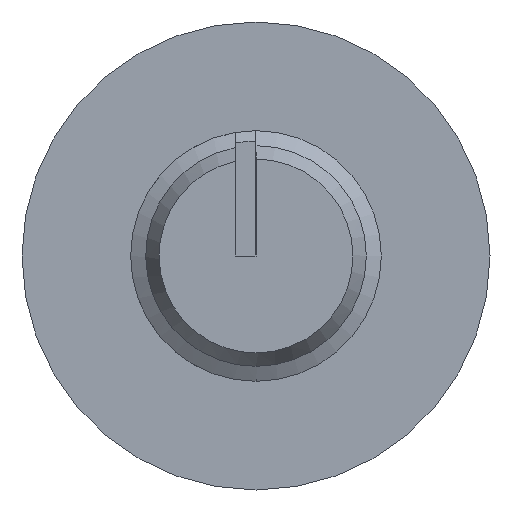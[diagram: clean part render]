
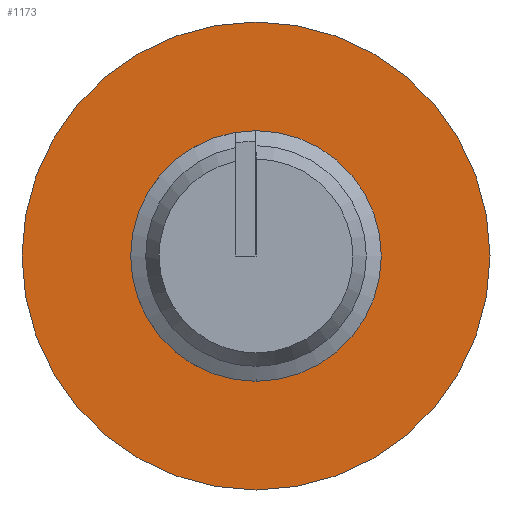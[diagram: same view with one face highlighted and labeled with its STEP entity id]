
A CAD part, front view. The second image highlights one B-rep face of the part: STEP entity #1173.
In plain terms, the highlighted face is planar.
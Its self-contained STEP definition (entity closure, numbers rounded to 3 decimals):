
#117 = PLANE ( 'NONE',  #371 ) ;
#139 = CARTESIAN_POINT ( 'NONE',  ( 2.2, 0., 0. ) ) ;
#141 = AXIS2_PLACEMENT_3D ( 'NONE', #1243, #2084, #2697 ) ;
#232 = ORIENTED_EDGE ( 'NONE', *, *, #1104, .F. ) ;
#233 = EDGE_CURVE ( 'NONE', #734, #455, #1605, .T. ) ;
#270 = ORIENTED_EDGE ( 'NONE', *, *, #1801, .T. ) ;
#296 = DIRECTION ( 'NONE',  ( 0., 0., 1. ) ) ;
#371 = AXIS2_PLACEMENT_3D ( 'NONE', #2657, #1210, #2221 ) ;
#423 = CIRCLE ( 'NONE', #141, 1.3 ) ;
#431 = CIRCLE ( 'NONE', #1407, 2.8 ) ;
#455 = VERTEX_POINT ( 'NONE', #2507 ) ;
#463 = FACE_BOUND ( 'NONE', #1982, .T. ) ;
#500 = CARTESIAN_POINT ( 'NONE',  ( 2.2, 0., 2.8 ) ) ;
#549 = CARTESIAN_POINT ( 'NONE',  ( 2.2, 0., 0. ) ) ;
#563 = DIRECTION ( 'NONE',  ( -1., 0., 0. ) ) ;
#603 = ORIENTED_EDGE ( 'NONE', *, *, #1476, .T. ) ;
#699 = DIRECTION ( 'NONE',  ( -1., 0., 0. ) ) ;
#734 = VERTEX_POINT ( 'NONE', #500 ) ;
#754 = DIRECTION ( 'NONE',  ( 0., 0., 1. ) ) ;
#1019 = VERTEX_POINT ( 'NONE', #1992 ) ;
#1087 = VERTEX_POINT ( 'NONE', #1823 ) ;
#1104 = EDGE_CURVE ( 'NONE', #455, #734, #431, .T. ) ;
#1173 = ADVANCED_FACE ( 'NONE', ( #1714, #463 ), #117, .F. ) ;
#1210 = DIRECTION ( 'NONE',  ( -1., 0., 0. ) ) ;
#1243 = CARTESIAN_POINT ( 'NONE',  ( 2.2, 0., 0. ) ) ;
#1256 = AXIS2_PLACEMENT_3D ( 'NONE', #1938, #699, #2375 ) ;
#1407 = AXIS2_PLACEMENT_3D ( 'NONE', #549, #2632, #754 ) ;
#1476 = EDGE_CURVE ( 'NONE', #1087, #1019, #1478, .T. ) ;
#1478 = CIRCLE ( 'NONE', #1256, 1.3 ) ;
#1605 = CIRCLE ( 'NONE', #2067, 2.8 ) ;
#1714 = FACE_OUTER_BOUND ( 'NONE', #2243, .T. ) ;
#1801 = EDGE_CURVE ( 'NONE', #1019, #1087, #423, .T. ) ;
#1823 = CARTESIAN_POINT ( 'NONE',  ( 2.2, 0., -1.3 ) ) ;
#1938 = CARTESIAN_POINT ( 'NONE',  ( 2.2, 0., 0. ) ) ;
#1941 = ORIENTED_EDGE ( 'NONE', *, *, #233, .F. ) ;
#1982 = EDGE_LOOP ( 'NONE', ( #270, #603 ) ) ;
#1992 = CARTESIAN_POINT ( 'NONE',  ( 2.2, 0., 1.3 ) ) ;
#2067 = AXIS2_PLACEMENT_3D ( 'NONE', #139, #563, #296 ) ;
#2084 = DIRECTION ( 'NONE',  ( -1., 0., 0. ) ) ;
#2221 = DIRECTION ( 'NONE',  ( 0., 0., 1. ) ) ;
#2243 = EDGE_LOOP ( 'NONE', ( #1941, #232 ) ) ;
#2375 = DIRECTION ( 'NONE',  ( 0., 0., 1. ) ) ;
#2507 = CARTESIAN_POINT ( 'NONE',  ( 2.2, 0., -2.8 ) ) ;
#2632 = DIRECTION ( 'NONE',  ( -1., 0., 0. ) ) ;
#2657 = CARTESIAN_POINT ( 'NONE',  ( 2.2, 2.8, 0. ) ) ;
#2697 = DIRECTION ( 'NONE',  ( 0., 0., 1. ) ) ;
